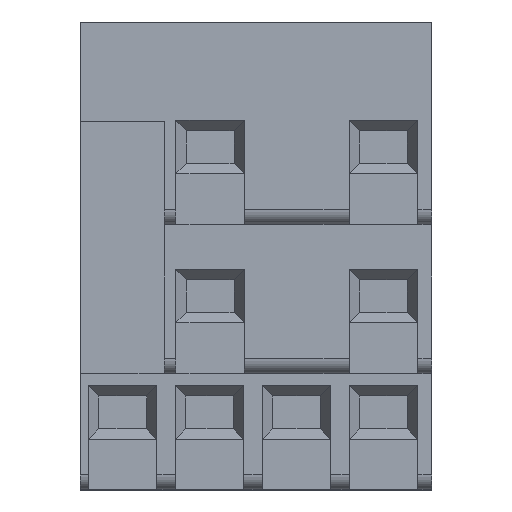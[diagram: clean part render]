
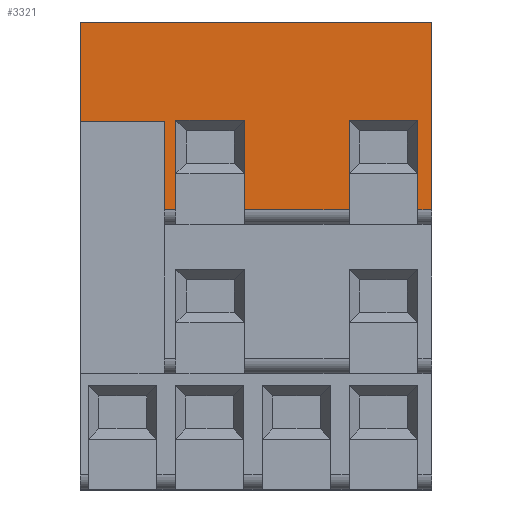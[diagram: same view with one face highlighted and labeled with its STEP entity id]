
A CAD part, top view. The second image highlights one B-rep face of the part: STEP entity #3321.
In plain terms, the highlighted planar face has unit normal (0, 0, 1).
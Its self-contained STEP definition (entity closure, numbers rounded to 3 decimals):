
#1565=CARTESIAN_POINT('POINT101',(-0.991,-8.382,39.624));
#1566=VERTEX_POINT('VERTEX101',#1565);
#1573=CARTESIAN_POINT('POINT102',(-6.833,-8.382,39.624))
   ;
#1574=VERTEX_POINT('VERTEX102',#1573);
#1575=CARTESIAN_POINT('POS189',(-7.988,-8.382,39.624));
#1576=DIRECTION('DIR257',(1.,0.,
   0.));
#1577=VECTOR('VEC121',#1576,25.4);
#1578=LINE('STRAIGHT121',#1575,#1577);
#1579=EDGE_CURVE('EDGE145',#1574,#1566,#1578,.T.);
#1597=CARTESIAN_POINT('POINT104',(-6.833,-16.002,
   39.624));
#1598=VERTEX_POINT('VERTEX104',#1597);
#1615=CARTESIAN_POINT('POS194',(-6.833,-12.192,39.624));
#1616=DIRECTION('DIR264',(0.,1.,
   0.));
#1617=VECTOR('VEC124',#1616,25.4);
#1618=LINE('STRAIGHT124',#1615,#1617);
#1619=EDGE_CURVE('EDGE149',#1598,#1574,#1618,.T.);
#1630=CARTESIAN_POINT('POINT105',(-7.823,-16.002,
   39.624));
#1631=VERTEX_POINT('VERTEX105',#1630);
#1632=CARTESIAN_POINT('POS196',(-14.986,-16.002,39.624));
#1633=DIRECTION('DIR267',(1.,0.,
   0.));
#1634=VECTOR('VEC125',#1633,25.4);
#1635=LINE('STRAIGHT125',#1632,#1634);
#1636=EDGE_CURVE('EDGE150',#1631,#1598,#1635,.T.);
#1661=CARTESIAN_POINT('POINT107',(13.792,-16.002,39.624)
   );
#1662=VERTEX_POINT('VERTEX107',#1661);
#1672=CARTESIAN_POINT('POINT109',(13.792,-8.382,39.624))
   ;
#1673=VERTEX_POINT('VERTEX109',#1672);
#1674=CARTESIAN_POINT('POS201',(13.792,-14.415,39.624))
   ;
#1675=DIRECTION('DIR275',(0.,-1.,
   0.));
#1676=VECTOR('VEC127',#1675,25.4);
#1677=LINE('STRAIGHT127',#1674,#1676);
#1678=EDGE_CURVE('EDGE154',#1673,#1662,#1677,.T.);
#1704=CARTESIAN_POINT('POINT110',(7.95,-8.382,39.624));
#1705=VERTEX_POINT('VERTEX110',#1704);
#1706=CARTESIAN_POINT('POS205',(-0.597,-8.382,
   39.624));
#1707=DIRECTION('DIR280',(1.,0.,
   0.));
#1708=VECTOR('VEC130',#1707,25.4);
#1709=LINE('STRAIGHT130',#1706,#1708);
#1710=EDGE_CURVE('EDGE157',#1705,#1673,#1709,.T.);
#1728=CARTESIAN_POINT('POINT112',(7.95,-16.002,39.624))
   ;
#1729=VERTEX_POINT('VERTEX112',#1728);
#1746=CARTESIAN_POINT('POS210',(7.95,-12.192,39.624));
#1747=DIRECTION('DIR287',(0.,1.,
   0.));
#1748=VECTOR('VEC133',#1747,25.4);
#1749=LINE('STRAIGHT133',#1746,#1748);
#1750=EDGE_CURVE('EDGE161',#1729,#1705,#1749,.T.);
#1760=CARTESIAN_POINT('POINT113',(-0.991,
   -16.002,39.624));
#1761=VERTEX_POINT('VERTEX113',#1760);
#1774=CARTESIAN_POINT('POS213',(-14.986,-16.002,39.624));
#1775=DIRECTION('DIR292',(1.,0.,
   0.));
#1776=VECTOR('VEC134',#1775,25.4);
#1777=LINE('STRAIGHT134',#1774,#1776);
#1778=EDGE_CURVE('EDGE164',#1761,#1729,#1777,.T.);
#1784=CARTESIAN_POINT('POS214',(-0.991,-14.415,
   39.624));
#1785=DIRECTION('DIR293',(0.,-1.,
   0.));
#1786=VECTOR('VEC135',#1785,25.4);
#1787=LINE('STRAIGHT135',#1784,#1786);
#1788=EDGE_CURVE('EDGE165',#1566,#1761,#1787,.T.);
#2092=CARTESIAN_POINT('POINT135',(-7.823,-8.458,39.624)
   );
#2093=VERTEX_POINT('VERTEX135',#2092);
#2094=CARTESIAN_POINT('POS251',(-7.823,-20.085,39.624)
   );
#2095=DIRECTION('DIR347',(0.,-1.,0.));
#2096=VECTOR('VEC155',#2095,25.4);
#2097=LINE('STRAIGHT155',#2094,#2096);
#2098=EDGE_CURVE('EDGE195',#2093,#1631,#2097,.T.);
#3148=CARTESIAN_POINT('POINT195',(14.986,-16.002,39.624))
   ;
#3149=VERTEX_POINT('VERTEX195',#3148);
#3157=CARTESIAN_POINT('POS365',(-14.986,-16.002,39.624));
#3158=DIRECTION('DIR509',(1.,0.,
   0.));
#3159=VECTOR('VEC221',#3158,25.4);
#3160=LINE('STRAIGHT221',#3157,#3159);
#3161=EDGE_CURVE('EDGE301',#1662,#3149,#3160,.T.);
#3247=CARTESIAN_POINT('POINT202',(-14.986,0.,
   39.624));
#3248=VERTEX_POINT('VERTEX202',#3247);
#3255=CARTESIAN_POINT('POINT203',(14.986,0.,
   39.624));
#3256=VERTEX_POINT('VERTEX203',#3255);
#3257=CARTESIAN_POINT('POS376',(-14.986,0.,
   39.624));
#3258=DIRECTION('DIR522',(1.,0.,
   0.));
#3259=VECTOR('VEC230',#3258,25.4);
#3260=LINE('STRAIGHT230',#3257,#3259);
#3261=EDGE_CURVE('EDGE311',#3248,#3256,#3260,.T.);
#3283=ORIENTED_EDGE('COEDGE537',*,*,#1788,.T.);
#3284=ORIENTED_EDGE('COEDGE538',*,*,#1778,.T.);
#3285=ORIENTED_EDGE('COEDGE539',*,*,#1750,.T.);
#3286=ORIENTED_EDGE('COEDGE540',*,*,#1710,.T.);
#3287=ORIENTED_EDGE('COEDGE541',*,*,#1678,.T.);
#3288=ORIENTED_EDGE('COEDGE542',*,*,#3161,.T.);
#3289=CARTESIAN_POINT('POS379',(14.986,0.,
   39.624));
#3290=DIRECTION('DIR526',(0.,1.,
   0.));
#3291=VECTOR('VEC232',#3290,25.4);
#3292=LINE('STRAIGHT232',#3289,#3291);
#3293=EDGE_CURVE('EDGE313',#3149,#3256,#3292,.T.);
#3294=ORIENTED_EDGE('COEDGE543',*,*,#3293,.T.);
#3295=ORIENTED_EDGE('COEDGE544',*,*,#3261,.F.);
#3296=CARTESIAN_POINT('POINT204',(-14.986,-8.458,39.624)
   );
#3297=VERTEX_POINT('VERTEX204',#3296);
#3298=CARTESIAN_POINT('POS380',(-14.986,0.,
   39.624));
#3299=DIRECTION('DIR527',(0.,-1.,
   0.));
#3300=VECTOR('VEC233',#3299,25.4);
#3301=LINE('STRAIGHT233',#3298,#3300);
#3302=EDGE_CURVE('EDGE314',#3248,#3297,#3301,.T.);
#3303=ORIENTED_EDGE('COEDGE545',*,*,#3302,.T.);
#3304=CARTESIAN_POINT('POS381',(-13.195,-8.458,39.624))
   ;
#3305=DIRECTION('DIR528',(1.,0.,
   0.));
#3306=VECTOR('VEC234',#3305,25.4);
#3307=LINE('STRAIGHT234',#3304,#3306);
#3308=EDGE_CURVE('EDGE315',#3297,#2093,#3307,.T.);
#3309=ORIENTED_EDGE('COEDGE546',*,*,#3308,.T.);
#3310=ORIENTED_EDGE('COEDGE547',*,*,#2098,.T.);
#3311=ORIENTED_EDGE('COEDGE548',*,*,#1636,.T.);
#3312=ORIENTED_EDGE('COEDGE549',*,*,#1619,.T.);
#3313=ORIENTED_EDGE('COEDGE550',*,*,#1579,.T.);
#3314=EDGE_LOOP('NONE',(#3283,#3284,#3285,#3286,#3287,#3288,#3294,#3295,
   #3303,#3309,#3310,#3311,#3312,#3313));
#3315=FACE_BOUND('LOOP1',#3314,.T.);
#3316=CARTESIAN_POINT('POS382',(-14.986,-16.002,39.624));
#3317=DIRECTION('DIR529',(0.,0.,
   1.));
#3318=DIRECTION('DIR530',(1.,0.,
   0.));
#3319=AXIS2_PLACEMENT_3D('AXIS148',#3316,#3317,#3318);
#3320=PLANE('PLANE94',#3319);
#3321=ADVANCED_FACE('FACE122',(#3315),#3320,.T.);
